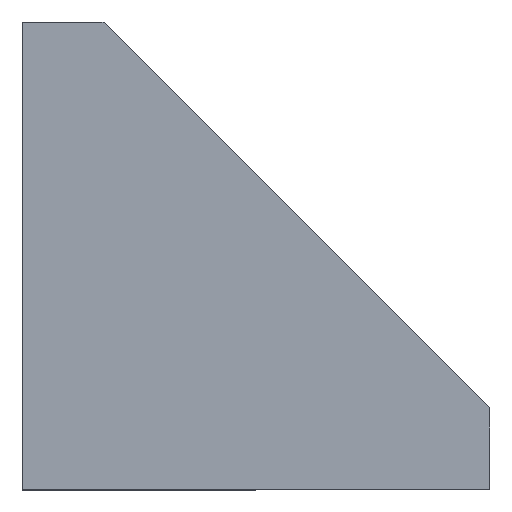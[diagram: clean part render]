
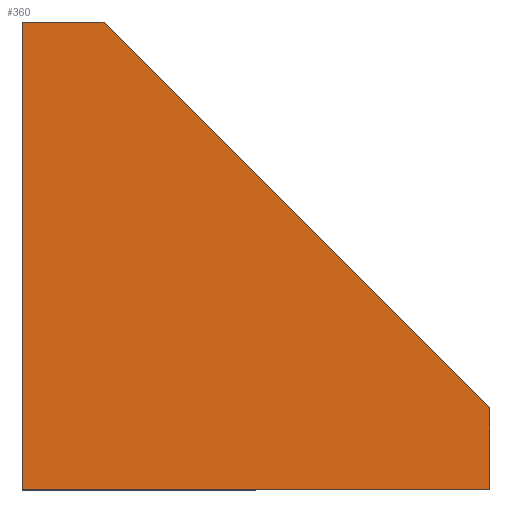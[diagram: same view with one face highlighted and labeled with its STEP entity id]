
A CAD part, top view. The second image highlights one B-rep face of the part: STEP entity #360.
In plain terms, the highlighted planar face has unit normal (0, 0, 1).
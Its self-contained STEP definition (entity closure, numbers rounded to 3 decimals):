
#6 = ORIENTED_EDGE ( 'NONE', *, *, #34, .T. ) ;
#8 = CARTESIAN_POINT ( 'NONE',  ( 0., 40., 18. ) ) ;
#19 = LINE ( 'NONE', #359, #279 ) ;
#34 = EDGE_CURVE ( 'NONE', #456, #142, #545, .T. ) ;
#48 = LINE ( 'NONE', #217, #332 ) ;
#65 = PLANE ( 'NONE',  #141 ) ;
#74 = DIRECTION ( 'NONE',  ( -1., 0., 0. ) ) ;
#76 = DIRECTION ( 'NONE',  ( -1., 0., 0. ) ) ;
#83 = EDGE_LOOP ( 'NONE', ( #374, #390, #308, #6, #242 ) ) ;
#92 = EDGE_CURVE ( 'NONE', #278, #456, #48, .T. ) ;
#123 = VECTOR ( 'NONE', #139, 1000. ) ;
#139 = DIRECTION ( 'NONE',  ( 0., -1., 0. ) ) ;
#141 = AXIS2_PLACEMENT_3D ( 'NONE', #263, #399, #74 ) ;
#142 = VERTEX_POINT ( 'NONE', #8 ) ;
#163 = CARTESIAN_POINT ( 'NONE',  ( 7., 40., 18. ) ) ;
#189 = CARTESIAN_POINT ( 'NONE',  ( 40., 7., 18. ) ) ;
#197 = DIRECTION ( 'NONE',  ( 0., 1., 0. ) ) ;
#217 = CARTESIAN_POINT ( 'NONE',  ( 7., 40., 18. ) ) ;
#242 = ORIENTED_EDGE ( 'NONE', *, *, #533, .T. ) ;
#263 = CARTESIAN_POINT ( 'NONE',  ( 0., 0., 18. ) ) ;
#277 = CARTESIAN_POINT ( 'NONE',  ( 40., 0., 18. ) ) ;
#278 = VERTEX_POINT ( 'NONE', #189 ) ;
#279 = VECTOR ( 'NONE', #197, 1000. ) ;
#284 = CARTESIAN_POINT ( 'NONE',  ( 0., 40., 18. ) ) ;
#291 = LINE ( 'NONE', #417, #535 ) ;
#308 = ORIENTED_EDGE ( 'NONE', *, *, #92, .T. ) ;
#314 = VECTOR ( 'NONE', #76, 1000. ) ;
#327 = DIRECTION ( 'NONE',  ( 1., 0., 0. ) ) ;
#329 = EDGE_CURVE ( 'NONE', #415, #278, #19, .T. ) ;
#332 = VECTOR ( 'NONE', #335, 1000. ) ;
#335 = DIRECTION ( 'NONE',  ( -0.707, 0.707, 0. ) ) ;
#343 = LINE ( 'NONE', #372, #123 ) ;
#359 = CARTESIAN_POINT ( 'NONE',  ( 40., 7., 18. ) ) ;
#360 = ADVANCED_FACE ( '�����4', ( #524 ), #65, .F. ) ;
#372 = CARTESIAN_POINT ( 'NONE',  ( 0., 0., 18. ) ) ;
#374 = ORIENTED_EDGE ( 'NONE', *, *, #541, .T. ) ;
#390 = ORIENTED_EDGE ( 'NONE', *, *, #329, .T. ) ;
#399 = DIRECTION ( 'NONE',  ( 0., 0., -1. ) ) ;
#415 = VERTEX_POINT ( 'NONE', #277 ) ;
#417 = CARTESIAN_POINT ( 'NONE',  ( 40., 0., 18. ) ) ;
#456 = VERTEX_POINT ( 'NONE', #163 ) ;
#484 = VERTEX_POINT ( 'NONE', #536 ) ;
#524 = FACE_OUTER_BOUND ( 'NONE', #83, .T. ) ;
#533 = EDGE_CURVE ( 'NONE', #142, #484, #343, .T. ) ;
#535 = VECTOR ( 'NONE', #327, 1000. ) ;
#536 = CARTESIAN_POINT ( 'NONE',  ( 0., 0., 18. ) ) ;
#541 = EDGE_CURVE ( 'NONE', #484, #415, #291, .T. ) ;
#545 = LINE ( 'NONE', #284, #314 ) ;
